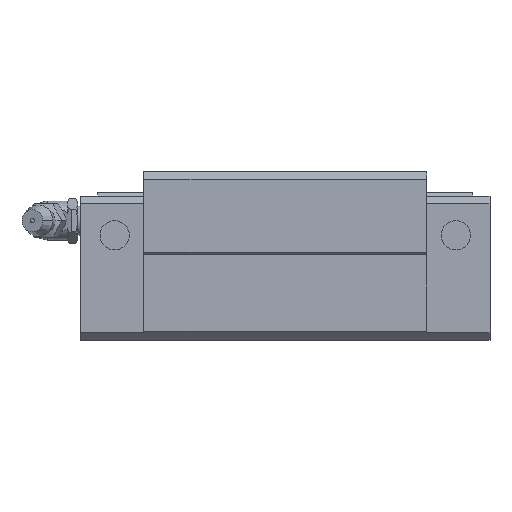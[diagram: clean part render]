
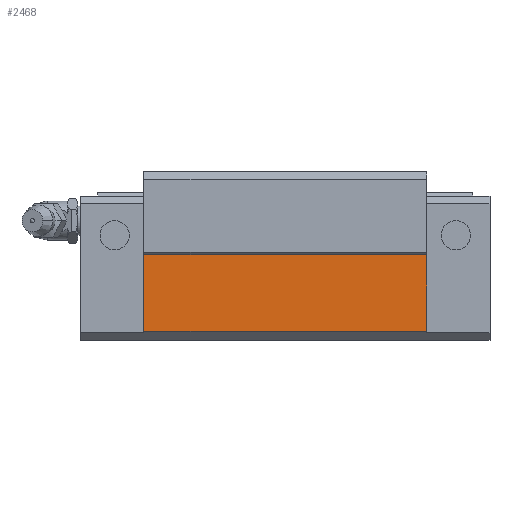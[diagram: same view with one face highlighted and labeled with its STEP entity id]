
A CAD part, front view. The second image highlights one B-rep face of the part: STEP entity #2468.
In plain terms, the highlighted planar face has unit normal (0, -1, 0).
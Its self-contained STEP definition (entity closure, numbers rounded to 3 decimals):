
#77 = CARTESIAN_POINT ( 'NONE',  ( 71., -23.5, 17.444 ) ) ;
#194 = EDGE_LOOP ( 'NONE', ( #3340, #1235, #1672, #307 ) ) ;
#246 = DIRECTION ( 'NONE',  ( -1., 0., 0. ) ) ;
#307 = ORIENTED_EDGE ( 'NONE', *, *, #954, .T. ) ;
#381 = LINE ( 'NONE', #77, #673 ) ;
#673 = VECTOR ( 'NONE', #2629, 1000. ) ;
#833 = EDGE_CURVE ( 'NONE', #835, #3535, #1984, .T. ) ;
#835 = VERTEX_POINT ( 'NONE', #3472 ) ;
#954 = EDGE_CURVE ( 'NONE', #3443, #2104, #3294, .T. ) ;
#1235 = ORIENTED_EDGE ( 'NONE', *, *, #833, .T. ) ;
#1263 = CARTESIAN_POINT ( 'NONE',  ( 13., -23.5, 1.8 ) ) ;
#1672 = ORIENTED_EDGE ( 'NONE', *, *, #2101, .T. ) ;
#1877 = AXIS2_PLACEMENT_3D ( 'NONE', #1263, #3836, #3137 ) ;
#1959 = CARTESIAN_POINT ( 'NONE',  ( 13., -23.5, 17.5 ) ) ;
#1984 = LINE ( 'NONE', #3837, #3916 ) ;
#2101 = EDGE_CURVE ( 'NONE', #3535, #3443, #381, .T. ) ;
#2104 = VERTEX_POINT ( 'NONE', #1959 ) ;
#2247 = EDGE_CURVE ( 'NONE', #835, #2104, #4603, .T. ) ;
#2312 = VECTOR ( 'NONE', #3795, 1000. ) ;
#2323 = VECTOR ( 'NONE', #246, 1000. ) ;
#2468 = ADVANCED_FACE ( 'FACE218', ( #2893 ), #3471, .T. ) ;
#2629 = DIRECTION ( 'NONE',  ( 0., 0., 1. ) ) ;
#2893 = FACE_OUTER_BOUND ( 'NONE', #194, .T. ) ;
#3096 = CARTESIAN_POINT ( 'NONE',  ( 13., -23.5, 17.444 ) ) ;
#3137 = DIRECTION ( 'NONE',  ( 0., 0., -1. ) ) ;
#3294 = LINE ( 'NONE', #4301, #2323 ) ;
#3340 = ORIENTED_EDGE ( 'NONE', *, *, #2247, .F. ) ;
#3443 = VERTEX_POINT ( 'NONE', #3630 ) ;
#3471 = PLANE ( 'NONE',  #1877 ) ;
#3472 = CARTESIAN_POINT ( 'NONE',  ( 13., -23.5, 1.8 ) ) ;
#3535 = VERTEX_POINT ( 'NONE', #4085 ) ;
#3630 = CARTESIAN_POINT ( 'NONE',  ( 71., -23.5, 17.5 ) ) ;
#3795 = DIRECTION ( 'NONE',  ( 0., 0., 1. ) ) ;
#3836 = DIRECTION ( 'NONE',  ( 0., -1., 0. ) ) ;
#3837 = CARTESIAN_POINT ( 'NONE',  ( 13., -23.5, 1.8 ) ) ;
#3865 = DIRECTION ( 'NONE',  ( 1., 0., 0. ) ) ;
#3916 = VECTOR ( 'NONE', #3865, 1000. ) ;
#4085 = CARTESIAN_POINT ( 'NONE',  ( 71., -23.5, 1.8 ) ) ;
#4301 = CARTESIAN_POINT ( 'NONE',  ( 13., -23.5, 17.5 ) ) ;
#4603 = LINE ( 'NONE', #3096, #2312 ) ;
